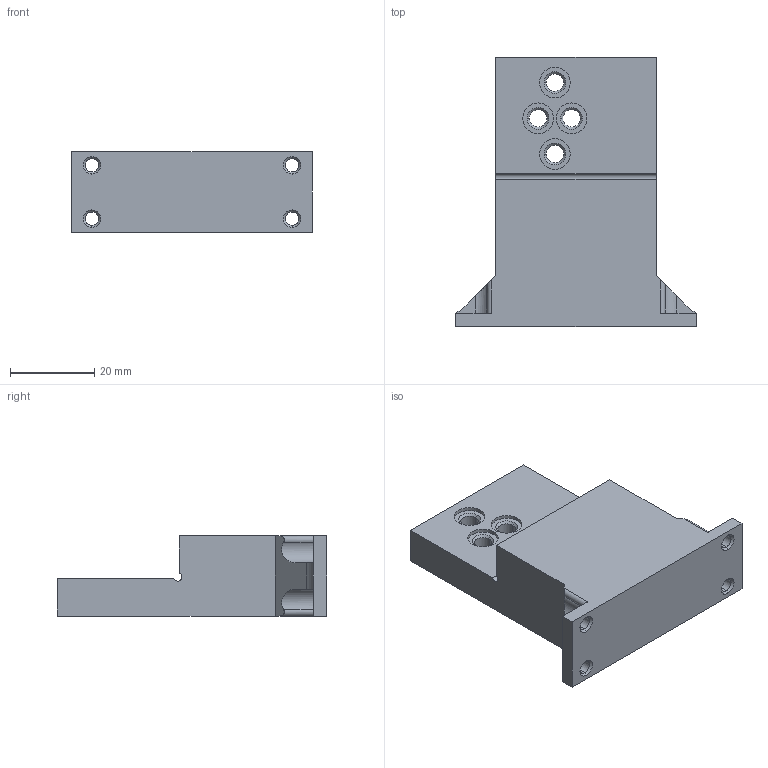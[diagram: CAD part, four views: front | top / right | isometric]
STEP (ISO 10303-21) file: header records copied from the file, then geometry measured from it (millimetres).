
FILE_DESCRIPTION (( 'STEP AP203' ), '1' );
FILE_NAME ('pr2103A_Gantry-Cable-Carrier-Bracket.STEP', '2024-02-23T16:28:03', ( '' ), ( '' ), 'SwSTEP 2.0', 'SolidWorks 2022', '' );
FILE_SCHEMA (( 'CONFIG_CONTROL_DESIGN' ));
Length unit declared in the file: millimetre
Products named in the file (1): pr2103A_Gantry-Cable-Carrier-Bracket
Bounding box: 57.15 x 63.99 x 19.05 mm (x, y, z)
Volume: 36540 mm3; surface area: 9524.7 mm2
Topology: 1 solids, 1 shells, 83 faces, 203 edges, 126 vertices
Faces by surface type: cylinder 35, cone 24, plane 24
Entity records: 2548 total; most frequent: DIRECTION 449, CARTESIAN_POINT 437, ORIENTED_EDGE 406, EDGE_CURVE 203, AXIS2_PLACEMENT_3D 170, VERTEX_POINT 126, VECTOR 109, LINE 109
